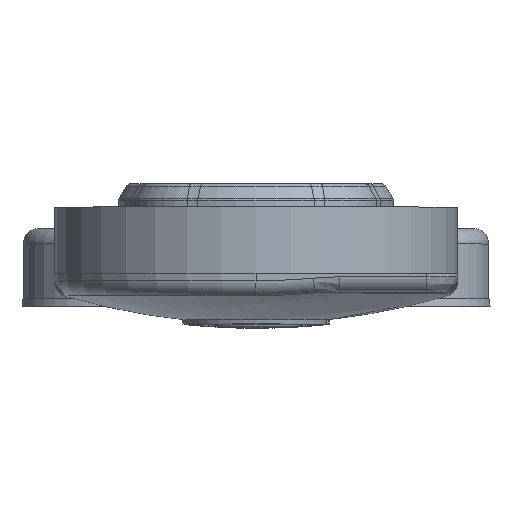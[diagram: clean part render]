
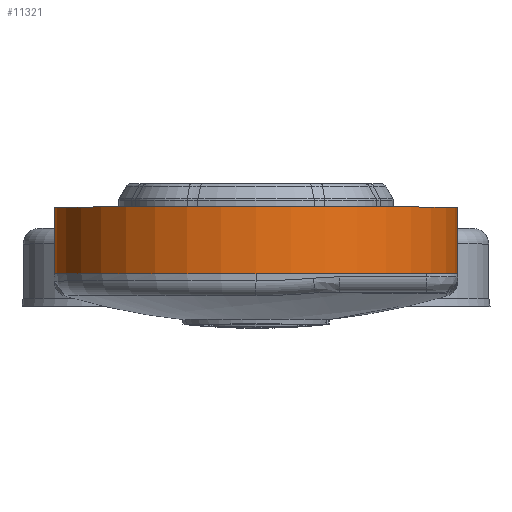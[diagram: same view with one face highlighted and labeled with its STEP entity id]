
A CAD part, top view. The second image highlights one B-rep face of the part: STEP entity #11321.
In plain terms, the highlighted cylindrical face has radius 13 mm (diameter 26 mm), a partial arc.
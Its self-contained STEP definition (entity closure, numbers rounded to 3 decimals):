
#659=DIRECTION('',(0.,-1.,0.));
#660=VECTOR('',#659,4.3);
#661=CARTESIAN_POINT('',(-13.,5.8,54.));
#662=LINE('',#661,#660);
#1261=CARTESIAN_POINT('',(0.,1.5,54.));
#1262=DIRECTION('',(0.,1.,0.));
#1263=DIRECTION('',(0.,0.,1.));
#1264=AXIS2_PLACEMENT_3D('',#1261,#1262,#1263);
#1271=DIRECTION('',(0.,-1.,0.));
#1272=VECTOR('',#1271,4.3);
#1273=CARTESIAN_POINT('',(13.,5.8,54.));
#1274=LINE('',#1273,#1272);
#1275=CARTESIAN_POINT('',(0.,1.5,54.));
#1276=DIRECTION('',(0.,-1.,0.));
#1277=DIRECTION('',(0.,0.,1.));
#1278=AXIS2_PLACEMENT_3D('',#1275,#1276,#1277);
#1280=CARTESIAN_POINT('',(0.,5.8,54.));
#1281=DIRECTION('',(0.,-1.,0.));
#1282=DIRECTION('',(1.,0.,0.));
#1283=AXIS2_PLACEMENT_3D('',#1280,#1281,#1282);
#8234=CARTESIAN_POINT('',(13.,1.5,54.));
#8235=VERTEX_POINT('',#8234);
#8236=CARTESIAN_POINT('',(13.,5.8,54.));
#8237=VERTEX_POINT('',#8236);
#8238=CARTESIAN_POINT('',(-13.,5.8,54.));
#8239=VERTEX_POINT('',#8238);
#8240=CARTESIAN_POINT('',(-13.,1.5,54.));
#8241=VERTEX_POINT('',#8240);
#8242=CARTESIAN_POINT('',(0.,1.5,67.));
#8243=VERTEX_POINT('',#8242);
#11308=CARTESIAN_POINT('',(0.,7.75,54.));
#11309=DIRECTION('',(0.,-1.,0.));
#11310=DIRECTION('',(-1.,0.,0.));
#11311=AXIS2_PLACEMENT_3D('',#11308,#11309,#11310);
#11312=CYLINDRICAL_SURFACE('',#11311,13.);
#11313=ORIENTED_EDGE('',*,*,#10888,.F.);
#11315=ORIENTED_EDGE('',*,*,#11314,.F.);
#11316=ORIENTED_EDGE('',*,*,#10884,.T.);
#11317=ORIENTED_EDGE('',*,*,#11299,.F.);
#11318=ORIENTED_EDGE('',*,*,#10890,.T.);
#11319=EDGE_LOOP('',(#11313,#11315,#11316,#11317,#11318));
#11320=FACE_OUTER_BOUND('',#11319,.F.);
#11321=ADVANCED_FACE('',(#11320),#11312,.T.);
#1265=CIRCLE('',#1264,13.);
#1279=CIRCLE('',#1278,13.);
#1284=CIRCLE('',#1283,13.);
#10884=EDGE_CURVE('',#8237,#8235,#1274,.T.);
#10888=EDGE_CURVE('',#8239,#8241,#662,.T.);
#10890=EDGE_CURVE('',#8243,#8241,#1279,.T.);
#11299=EDGE_CURVE('',#8243,#8235,#1265,.T.);
#11314=EDGE_CURVE('',#8237,#8239,#1284,.T.);
